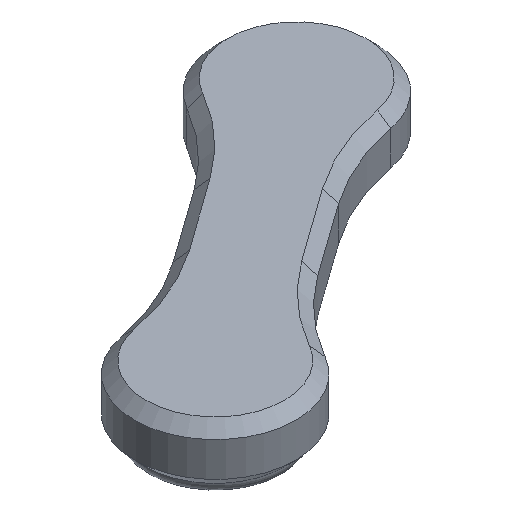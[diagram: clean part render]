
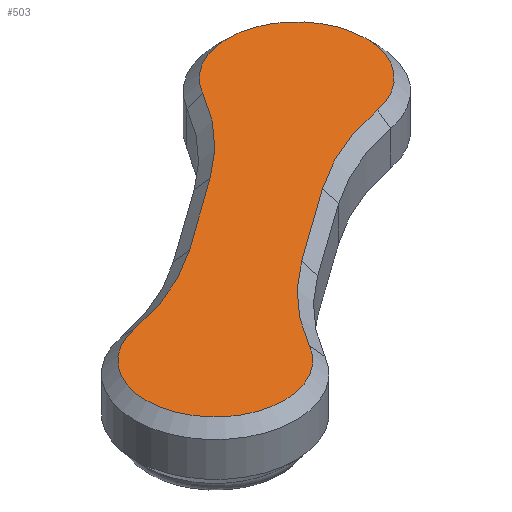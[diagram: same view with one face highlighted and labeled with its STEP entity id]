
A CAD part, isometric view. The second image highlights one B-rep face of the part: STEP entity #503.
In plain terms, the highlighted planar face has unit normal (0, 0, 1).
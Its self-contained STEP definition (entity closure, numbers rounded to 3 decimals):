
#59=LINE('',#884,#93);
#63=LINE('',#901,#97);
#93=VECTOR('',#727,10.);
#97=VECTOR('',#749,10.);
#135=FACE_OUTER_BOUND('',#171,.T.);
#171=EDGE_LOOP('',(#435,#436,#437,#438,#439,#440,#441,#442));
#204=CIRCLE('',#570,21.);
#205=CIRCLE('',#572,6.);
#207=CIRCLE('',#575,21.);
#209=CIRCLE('',#579,21.);
#211=CIRCLE('',#582,6.);
#212=CIRCLE('',#584,21.);
#242=VERTEX_POINT('',#864);
#243=VERTEX_POINT('',#866);
#244=VERTEX_POINT('',#870);
#245=VERTEX_POINT('',#874);
#247=VERTEX_POINT('',#880);
#249=VERTEX_POINT('',#886);
#251=VERTEX_POINT('',#892);
#252=VERTEX_POINT('',#897);
#300=EDGE_CURVE('',#243,#242,#204,.T.);
#302=EDGE_CURVE('',#242,#244,#205,.T.);
#305=EDGE_CURVE('',#244,#245,#207,.T.);
#308=EDGE_CURVE('',#245,#247,#59,.T.);
#311=EDGE_CURVE('',#247,#249,#209,.T.);
#314=EDGE_CURVE('',#249,#251,#211,.T.);
#316=EDGE_CURVE('',#251,#252,#212,.T.);
#317=EDGE_CURVE('',#252,#243,#63,.T.);
#435=ORIENTED_EDGE('',*,*,#314,.F.);
#436=ORIENTED_EDGE('',*,*,#311,.F.);
#437=ORIENTED_EDGE('',*,*,#308,.F.);
#438=ORIENTED_EDGE('',*,*,#305,.F.);
#439=ORIENTED_EDGE('',*,*,#302,.F.);
#440=ORIENTED_EDGE('',*,*,#300,.F.);
#441=ORIENTED_EDGE('',*,*,#317,.F.);
#442=ORIENTED_EDGE('',*,*,#316,.F.);
#473=PLANE('',#587);
#503=ADVANCED_FACE('',(#135),#473,.F.);
#570=AXIS2_PLACEMENT_3D('',#868,#709,#710);
#572=AXIS2_PLACEMENT_3D('',#872,#714,#715);
#575=AXIS2_PLACEMENT_3D('',#878,#721,#722);
#579=AXIS2_PLACEMENT_3D('',#890,#733,#734);
#582=AXIS2_PLACEMENT_3D('',#895,#740,#741);
#584=AXIS2_PLACEMENT_3D('',#899,#745,#746);
#587=AXIS2_PLACEMENT_3D('',#904,#753,#754);
#709=DIRECTION('center_axis',(0.,0.,
1.));
#710=DIRECTION('ref_axis',(0.743,-0.669,0.));
#714=DIRECTION('center_axis',(0.,0.,
-1.));
#715=DIRECTION('ref_axis',(-0.581,0.814,0.));
#721=DIRECTION('center_axis',(0.,0.,
1.));
#722=DIRECTION('ref_axis',(-0.393,0.92,0.));
#727=DIRECTION('',(-0.814,-0.581,0.));
#733=DIRECTION('center_axis',(0.,0.,
1.));
#734=DIRECTION('ref_axis',(-0.743,0.669,0.));
#740=DIRECTION('center_axis',(0.,0.,
-1.));
#741=DIRECTION('ref_axis',(-0.581,0.814,0.));
#745=DIRECTION('center_axis',(0.,0.,
1.));
#746=DIRECTION('ref_axis',(0.393,-0.92,0.));
#749=DIRECTION('',(0.814,0.581,0.));
#753=DIRECTION('center_axis',(0.,0.,
-1.));
#754=DIRECTION('ref_axis',(0.581,-0.814,0.));
#864=CARTESIAN_POINT('',(34.619,-16.161,31.33));
#866=CARTESIAN_POINT('',(28.569,-22.874,31.33));
#868=CARTESIAN_POINT('Origin',(16.36,-5.788,31.33));
#870=CARTESIAN_POINT('',(40.949,-25.021,31.33));
#872=CARTESIAN_POINT('Origin',(39.836,-19.125,31.33));
#874=CARTESIAN_POINT('',(32.638,-28.57,31.33));
#878=CARTESIAN_POINT('Origin',(44.847,-45.656,31.33));
#880=CARTESIAN_POINT('',(26.287,-33.108,31.33));
#884=CARTESIAN_POINT('',(34.649,-27.133,31.33));
#886=CARTESIAN_POINT('',(20.237,-39.821,31.33));
#890=CARTESIAN_POINT('Origin',(38.496,-50.194,31.33));
#892=CARTESIAN_POINT('',(13.906,-30.961,31.33));
#895=CARTESIAN_POINT('Origin',(15.02,-36.857,31.33));
#897=CARTESIAN_POINT('',(22.217,-27.413,31.33));
#899=CARTESIAN_POINT('Origin',(10.008,-10.326,31.33));
#901=CARTESIAN_POINT('',(22.036,-27.542,31.33));
#904=CARTESIAN_POINT('Origin',(26.207,-28.863,31.33));
